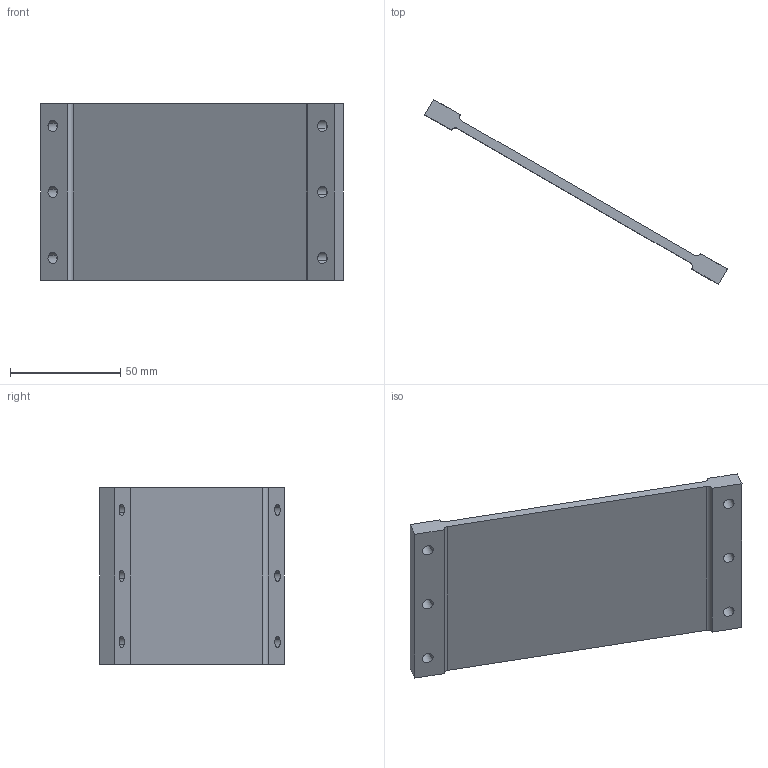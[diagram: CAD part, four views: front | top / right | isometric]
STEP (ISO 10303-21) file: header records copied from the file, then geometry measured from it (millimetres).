
FILE_DESCRIPTION(('CoCreate Modeling STEP Export'),'2;1');
FILE_NAME('m67.stp','2011-05-24T12:44:35',(''),(''),'CoCreate Modeling STEP processor for AP214 (Solid Model)','CoCreate Modeling 18.0P1120 20-Nov-2010 (C) Parametric Technology GmbH','');
FILE_SCHEMA(('AUTOMOTIVE_DESIGN { 1 0 10303 214 1 1 1 1 }'));
Length unit declared in the file: millimetre
Products named in the file (1): BODY_11____SOL2119_-_WSP__1VOLA.PRT
Bounding box: 137.37 x 83.93 x 80 mm (x, y, z)
Volume: 57572.2 mm3; surface area: 28266.5 mm2
Topology: 1 solids, 1 shells, 26 faces, 73 edges, 49 vertices
Faces by surface type: cylinder 16, plane 10
Entity records: 839 total; most frequent: ORIENTED_EDGE 146, CARTESIAN_POINT 136, DIRECTION 134, EDGE_CURVE 73, VERTEX_POINT 49, AXIS2_PLACEMENT_3D 47, VECTOR 40, LINE 40
